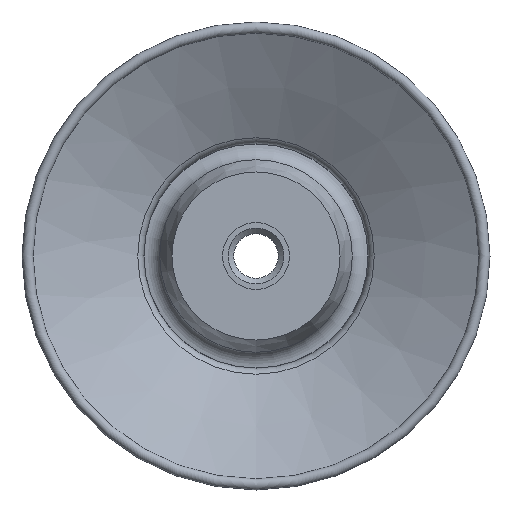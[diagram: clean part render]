
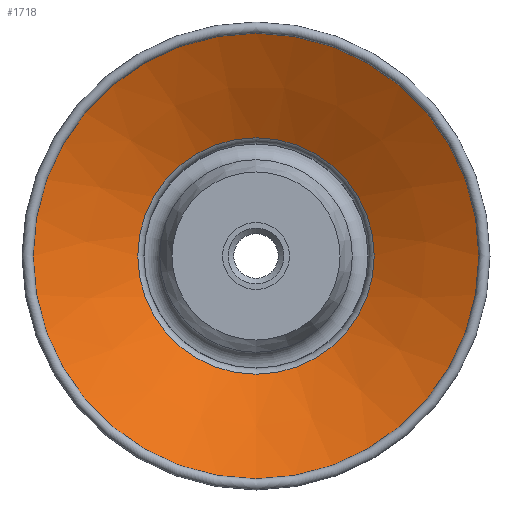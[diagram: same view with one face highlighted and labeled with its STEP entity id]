
A CAD part, front view. The second image highlights one B-rep face of the part: STEP entity #1718.
In plain terms, the highlighted conical face has half-angle 61.03 degrees and reference radius 20 mm.
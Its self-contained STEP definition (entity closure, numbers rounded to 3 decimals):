
#115=CONICAL_SURFACE('',#1894,20.,1.065);
#176=CIRCLE('',#1893,10.611);
#177=CIRCLE('',#1895,20.);
#622=ORIENTED_EDGE('',*,*,#881,.F.);
#623=ORIENTED_EDGE('',*,*,#882,.T.);
#881=EDGE_CURVE('',#1050,#1050,#176,.T.);
#882=EDGE_CURVE('',#1051,#1051,#177,.T.);
#1050=VERTEX_POINT('',#3042);
#1051=VERTEX_POINT('',#3045);
#1388=EDGE_LOOP('',(#622));
#1389=EDGE_LOOP('',(#623));
#1532=FACE_BOUND('',#1388,.T.);
#1533=FACE_BOUND('',#1389,.T.);
#1718=ADVANCED_FACE('',(#1532,#1533),#115,.F.);
#1893=AXIS2_PLACEMENT_3D('',#3041,#2320,#2321);
#1894=AXIS2_PLACEMENT_3D('',#3043,#2322,#2323);
#1895=AXIS2_PLACEMENT_3D('',#3044,#2324,#2325);
#2320=DIRECTION('',(0.,-1.,0.));
#2321=DIRECTION('',(0.,0.,-1.));
#2322=DIRECTION('',(0.,-1.,0.));
#2323=DIRECTION('',(0.,0.,-1.));
#2324=DIRECTION('',(0.,-1.,0.));
#2325=DIRECTION('',(0.,0.,-1.));
#3041=CARTESIAN_POINT('',(0.,5.698,0.));
#3042=CARTESIAN_POINT('',(0.,5.698,-10.611));
#3043=CARTESIAN_POINT('',(0.,0.5,0.));
#3044=CARTESIAN_POINT('',(0.,0.5,0.));
#3045=CARTESIAN_POINT('',(0.,0.5,-20.));
